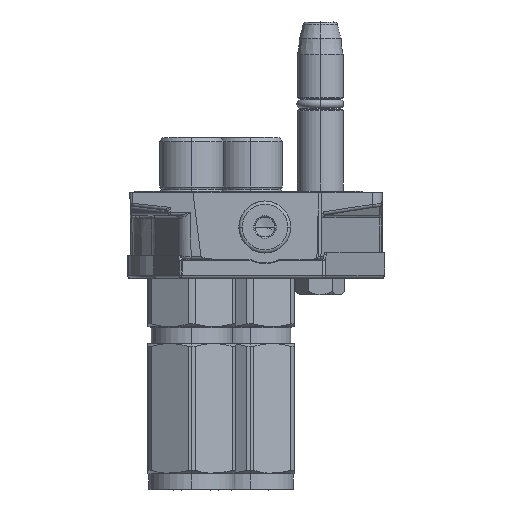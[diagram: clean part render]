
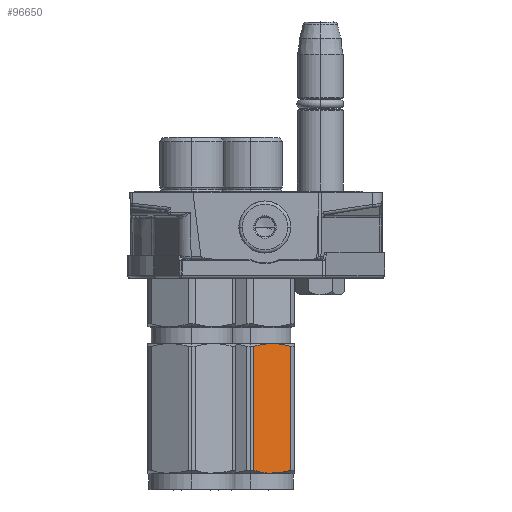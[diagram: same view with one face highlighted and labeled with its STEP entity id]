
A CAD part, front view. The second image highlights one B-rep face of the part: STEP entity #96650.
In plain terms, the highlighted face is planar.
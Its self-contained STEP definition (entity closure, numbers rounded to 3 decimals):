
#1952 = CARTESIAN_POINT ( 'NONE',  ( -8.595, -24.505, -10.626 ) ) ;
#3863 = PLANE ( 'NONE',  #113983 ) ;
#3899 = CARTESIAN_POINT ( 'NONE',  ( -9.721, -64.108, -9.976 ) ) ;
#3960 = DIRECTION ( 'NONE',  ( 0., 1., 0. ) ) ;
#5408 = EDGE_CURVE ( 'NONE', #126133, #97431, #48419, .T. ) ;
#15029 = CARTESIAN_POINT ( 'NONE',  ( -12.412, -25.366, -8.422 ) ) ;
#16991 = CARTESIAN_POINT ( 'NONE',  ( -4.853, -64.255, -12.786 ) ) ;
#20734 = CARTESIAN_POINT ( 'NONE',  ( -1.088, -25.366, -14.961 ) ) ;
#20992 = VECTOR ( 'NONE', #3960, 1000. ) ;
#21070 = B_SPLINE_CURVE_WITH_KNOTS ( 'NONE', 3,
 ( #132127, #44773, #156195, #20734 ),
 .UNSPECIFIED., .F., .F.,
 ( 4, 4 ),
 ( 0., 1. ),
 .UNSPECIFIED. ) ;
#27327 = DIRECTION ( 'NONE',  ( 0.866, 0., -0.5 ) ) ;
#28954 = CARTESIAN_POINT ( 'NONE',  ( -4.316, -64.189, -13.096 ) ) ;
#41008 = CARTESIAN_POINT ( 'NONE',  ( -10.536, -63.959, -9.505 ) ) ;
#42101 = CARTESIAN_POINT ( 'NONE',  ( -9.663, -64.117, -10.01 ) ) ;
#42896 = EDGE_LOOP ( 'NONE', ( #98094, #103613, #134015, #136116, #46882 ) ) ;
#43150 = CARTESIAN_POINT ( 'NONE',  ( -10.012, -64.058, -9.808 ) ) ;
#43518 = DIRECTION ( 'NONE',  ( 0., 1., 0. ) ) ;
#44773 = CARTESIAN_POINT ( 'NONE',  ( -4.931, -24.502, -12.742 ) ) ;
#46882 = ORIENTED_EDGE ( 'NONE', *, *, #116410, .F. ) ;
#48419 = LINE ( 'NONE', #78766, #20992 ) ;
#53512 = CARTESIAN_POINT ( 'NONE',  ( -1.088, -63.49, -14.961 ) ) ;
#54046 = CARTESIAN_POINT ( 'NONE',  ( -4.016, -64.145, -13.27 ) ) ;
#54580 = CARTESIAN_POINT ( 'NONE',  ( -2.036, -63.767, -14.41 ) ) ;
#66095 = CARTESIAN_POINT ( 'NONE',  ( -5.09, -64.279, -12.649 ) ) ;
#67166 = CARTESIAN_POINT ( 'NONE',  ( -11.937, -63.628, -8.695 ) ) ;
#69144 = CARTESIAN_POINT ( 'NONE',  ( -12.412, -63.49, -8.422 ) ) ;
#74344 = EDGE_CURVE ( 'NONE', #120170, #88133, #100822, .T. ) ;
#78176 = CARTESIAN_POINT ( 'NONE',  ( -10.187, -64.026, -9.707 ) ) ;
#78766 = CARTESIAN_POINT ( 'NONE',  ( -1.088, -63.49, -14.961 ) ) ;
#80304 = CARTESIAN_POINT ( 'NONE',  ( -4.495, -64.213, -12.993 ) ) ;
#87908 = B_SPLINE_CURVE_WITH_KNOTS ( 'NONE', 3,
 ( #15029, #142796, #1952, #101840 ),
 .UNSPECIFIED., .F., .F.,
 ( 4, 4 ),
 ( 0., 1. ),
 .UNSPECIFIED. ) ;
#88133 = VERTEX_POINT ( 'NONE', #100482 ) ;
#91822 = B_SPLINE_CURVE_WITH_KNOTS ( 'NONE', 3,
 ( #117959, #67166, #104334, #103796, #41008, #78176, #43150, #129981, #3899, #42101, #103258, #155080, #128366, #105399, #154017, #66095, #16991, #80304, #28954, #153496, #54046, #141470, #154547, #116364, #54580, #53512 ),
 .UNSPECIFIED., .F., .F.,
 ( 4, 2, 2, 1, 1, 2, 2, 2, 2, 2, 1, 1, 2, 2, 4 ),
 ( 0., 0.125, 0.187, 0.219, 0.234, 0.242, 0.25, 0.5, 0.625, 0.687, 0.719, 0.734, 0.742, 0.75, 1. ),
 .UNSPECIFIED. ) ;
#96650 = ADVANCED_FACE ( 'NONE', ( #157687 ), #3863, .T. ) ;
#97431 = VERTEX_POINT ( 'NONE', #141057 ) ;
#98094 = ORIENTED_EDGE ( 'NONE', *, *, #74344, .T. ) ;
#100482 = CARTESIAN_POINT ( 'NONE',  ( -12.412, -25.366, -8.422 ) ) ;
#100554 = VERTEX_POINT ( 'NONE', #155342 ) ;
#100822 = LINE ( 'NONE', #69144, #137927 ) ;
#101840 = CARTESIAN_POINT ( 'NONE',  ( -6.75, -24.5, -11.691 ) ) ;
#102624 = CARTESIAN_POINT ( 'NONE',  ( -1.088, -63.49, -14.961 ) ) ;
#103258 = CARTESIAN_POINT ( 'NONE',  ( -9.635, -64.122, -10.026 ) ) ;
#103613 = ORIENTED_EDGE ( 'NONE', *, *, #152551, .T. ) ;
#103796 = CARTESIAN_POINT ( 'NONE',  ( -10.769, -63.91, -9.37 ) ) ;
#104334 = CARTESIAN_POINT ( 'NONE',  ( -11.468, -63.75, -8.966 ) ) ;
#105399 = CARTESIAN_POINT ( 'NONE',  ( -6.272, -64.356, -11.967 ) ) ;
#113983 = AXIS2_PLACEMENT_3D ( 'NONE', #116327, #153980, #27327 ) ;
#116327 = CARTESIAN_POINT ( 'NONE',  ( -13.5, -24.5, -7.794 ) ) ;
#116364 = CARTESIAN_POINT ( 'NONE',  ( -2.962, -63.979, -13.878 ) ) ;
#116410 = EDGE_CURVE ( 'NONE', #120170, #126133, #91822, .T. ) ;
#117959 = CARTESIAN_POINT ( 'NONE',  ( -12.412, -63.49, -8.422 ) ) ;
#120170 = VERTEX_POINT ( 'NONE', #144594 ) ;
#126133 = VERTEX_POINT ( 'NONE', #102624 ) ;
#128366 = CARTESIAN_POINT ( 'NONE',  ( -7.705, -64.356, -11.14 ) ) ;
#129981 = CARTESIAN_POINT ( 'NONE',  ( -9.809, -64.093, -9.926 ) ) ;
#130269 = EDGE_CURVE ( 'NONE', #100554, #97431, #21070, .T. ) ;
#132127 = CARTESIAN_POINT ( 'NONE',  ( -6.75, -24.5, -11.691 ) ) ;
#134015 = ORIENTED_EDGE ( 'NONE', *, *, #130269, .T. ) ;
#136116 = ORIENTED_EDGE ( 'NONE', *, *, #5408, .F. ) ;
#137927 = VECTOR ( 'NONE', #43518, 1000. ) ;
#141057 = CARTESIAN_POINT ( 'NONE',  ( -1.088, -25.366, -14.961 ) ) ;
#141470 = CARTESIAN_POINT ( 'NONE',  ( -3.956, -64.136, -13.305 ) ) ;
#142796 = CARTESIAN_POINT ( 'NONE',  ( -10.482, -24.794, -9.536 ) ) ;
#144594 = CARTESIAN_POINT ( 'NONE',  ( -12.412, -63.49, -8.422 ) ) ;
#152551 = EDGE_CURVE ( 'NONE', #88133, #100554, #87908, .T. ) ;
#153496 = CARTESIAN_POINT ( 'NONE',  ( -4.106, -64.159, -13.218 ) ) ;
#153980 = DIRECTION ( 'NONE',  ( -0.5, 0., -0.866 ) ) ;
#154017 = CARTESIAN_POINT ( 'NONE',  ( -5.8, -64.337, -12.239 ) ) ;
#154547 = CARTESIAN_POINT ( 'NONE',  ( -3.925, -64.131, -13.323 ) ) ;
#155080 = CARTESIAN_POINT ( 'NONE',  ( -8.639, -64.279, -10.601 ) ) ;
#155342 = CARTESIAN_POINT ( 'NONE',  ( -6.75, -24.5, -11.691 ) ) ;
#156195 = CARTESIAN_POINT ( 'NONE',  ( -3.043, -24.791, -13.831 ) ) ;
#157687 = FACE_OUTER_BOUND ( 'NONE', #42896, .T. ) ;
